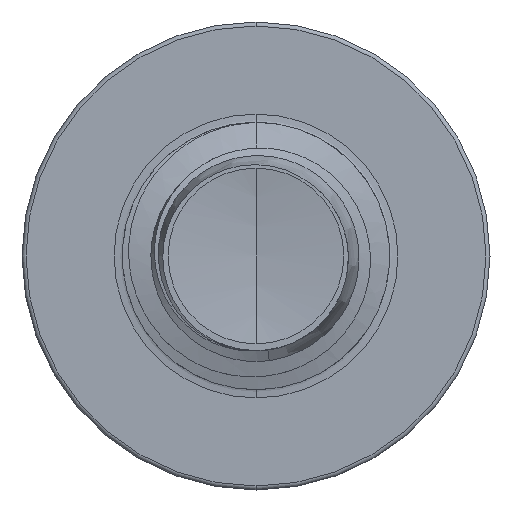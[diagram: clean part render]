
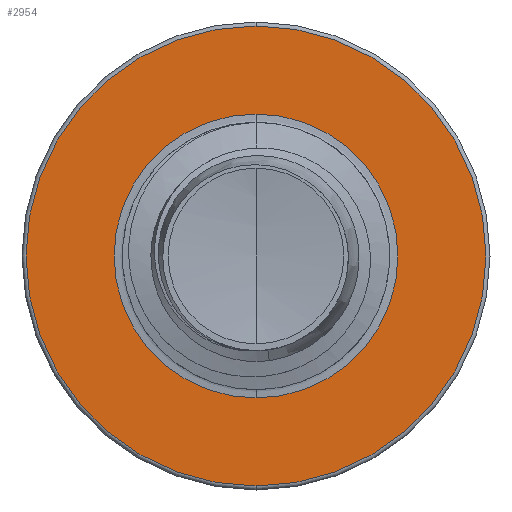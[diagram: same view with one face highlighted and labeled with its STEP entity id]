
A CAD part, front view. The second image highlights one B-rep face of the part: STEP entity #2954.
In plain terms, the highlighted planar face has unit normal (0, -1, 0).
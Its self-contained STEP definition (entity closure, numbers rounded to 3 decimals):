
#4 = EDGE_LOOP ( 'NONE', ( #10453, #10640 ) ) ;
#159 = CARTESIAN_POINT ( 'NONE',  ( 0., 7., -3.186 ) ) ;
#629 = FACE_BOUND ( 'NONE', #3603, .T. ) ;
#772 = PLANE ( 'NONE',  #12786 ) ;
#994 = CARTESIAN_POINT ( 'NONE',  ( 0., 7., 5.16 ) ) ;
#1061 = CARTESIAN_POINT ( 'NONE',  ( 0., 7., 3.186 ) ) ;
#1140 = DIRECTION ( 'NONE',  ( 0., 0., 1. ) ) ;
#1143 = DIRECTION ( 'NONE',  ( 0., 1., 0. ) ) ;
#1163 = CARTESIAN_POINT ( 'NONE',  ( 0., 7., 0. ) ) ;
#1208 = CARTESIAN_POINT ( 'NONE',  ( 0., 7., -5.16 ) ) ;
#1223 = DIRECTION ( 'NONE',  ( 0., 0., 1. ) ) ;
#1248 = DIRECTION ( 'NONE',  ( 0., 1., 0. ) ) ;
#1274 = CARTESIAN_POINT ( 'NONE',  ( 0., 7., 0. ) ) ;
#2826 = VERTEX_POINT ( 'NONE', #1208 ) ;
#2856 = DIRECTION ( 'NONE',  ( 0., 1., 0. ) ) ;
#2954 = ADVANCED_FACE ( 'NONE', ( #11523, #629 ), #772, .F. ) ;
#3093 = VERTEX_POINT ( 'NONE', #3241 ) ;
#3175 = DIRECTION ( 'NONE',  ( 0., 1., 0. ) ) ;
#3215 = DIRECTION ( 'NONE',  ( 0., 0., 1. ) ) ;
#3241 = CARTESIAN_POINT ( 'NONE',  ( 0., 7., -3.186 ) ) ;
#3603 = EDGE_LOOP ( 'NONE', ( #11741, #7701 ) ) ;
#4398 = AXIS2_PLACEMENT_3D ( 'NONE', #1163, #1143, #1140 ) ;
#4552 = AXIS2_PLACEMENT_3D ( 'NONE', #8327, #14934, #9663 ) ;
#5292 = AXIS2_PLACEMENT_3D ( 'NONE', #10940, #2856, #11717 ) ;
#6009 = CIRCLE ( 'NONE', #5292, 3.186 ) ;
#6710 = EDGE_CURVE ( 'NONE', #11856, #3093, #11946, .T. ) ;
#7159 = VERTEX_POINT ( 'NONE', #994 ) ;
#7654 = EDGE_CURVE ( 'NONE', #7159, #2826, #13605, .T. ) ;
#7701 = ORIENTED_EDGE ( 'NONE', *, *, #10734, .T. ) ;
#8327 = CARTESIAN_POINT ( 'NONE',  ( 0., 7., 0. ) ) ;
#9254 = AXIS2_PLACEMENT_3D ( 'NONE', #1274, #1248, #1223 ) ;
#9663 = DIRECTION ( 'NONE',  ( 0., 0., 1. ) ) ;
#10453 = ORIENTED_EDGE ( 'NONE', *, *, #7654, .F. ) ;
#10640 = ORIENTED_EDGE ( 'NONE', *, *, #12383, .F. ) ;
#10734 = EDGE_CURVE ( 'NONE', #3093, #11856, #6009, .T. ) ;
#10940 = CARTESIAN_POINT ( 'NONE',  ( 0., 7., 0. ) ) ;
#11523 = FACE_OUTER_BOUND ( 'NONE', #4, .T. ) ;
#11717 = DIRECTION ( 'NONE',  ( 0., 0., 1. ) ) ;
#11741 = ORIENTED_EDGE ( 'NONE', *, *, #6710, .T. ) ;
#11856 = VERTEX_POINT ( 'NONE', #1061 ) ;
#11946 = CIRCLE ( 'NONE', #4398, 3.186 ) ;
#12383 = EDGE_CURVE ( 'NONE', #2826, #7159, #13070, .T. ) ;
#12786 = AXIS2_PLACEMENT_3D ( 'NONE', #159, #3175, #3215 ) ;
#13070 = CIRCLE ( 'NONE', #4552, 5.16 ) ;
#13605 = CIRCLE ( 'NONE', #9254, 5.16 ) ;
#14934 = DIRECTION ( 'NONE',  ( 0., 1., 0. ) ) ;
